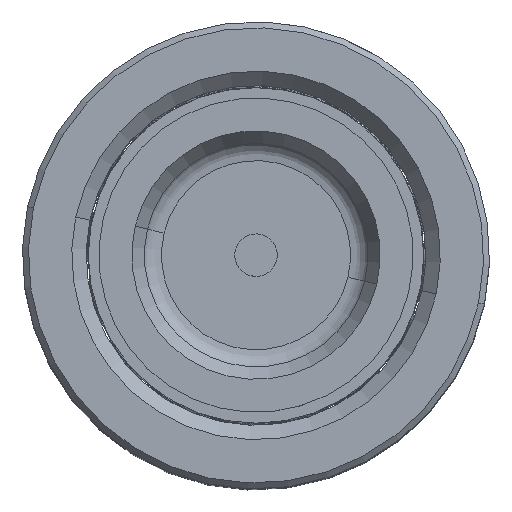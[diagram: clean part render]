
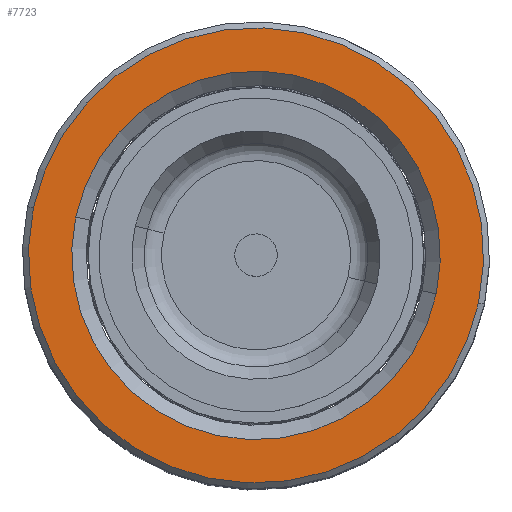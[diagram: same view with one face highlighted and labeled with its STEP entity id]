
A CAD part, top view. The second image highlights one B-rep face of the part: STEP entity #7723.
In plain terms, the highlighted planar face has unit normal (0, 0, 1).
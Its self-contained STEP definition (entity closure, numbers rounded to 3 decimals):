
#1413 = ORIENTED_EDGE ( 'NONE', *, *, #26461, .T. ) ;
#1891 = VERTEX_POINT ( 'NONE', #17268 ) ;
#2039 = DIRECTION ( 'NONE',  ( 0., 0., -1. ) ) ;
#2882 = AXIS2_PLACEMENT_3D ( 'NONE', #42897, #25626, #29283 ) ;
#7723 = ADVANCED_FACE ( 'NONE', ( #44221, #42628 ), #39711, .T. ) ;
#8143 = CIRCLE ( 'NONE', #11284, 26.8 ) ;
#9911 = AXIS2_PLACEMENT_3D ( 'NONE', #29357, #15204, #15061 ) ;
#11284 = AXIS2_PLACEMENT_3D ( 'NONE', #41243, #20438, #41390 ) ;
#12104 = EDGE_CURVE ( 'NONE', #24055, #41029, #8143, .T. ) ;
#12764 = ORIENTED_EDGE ( 'NONE', *, *, #12104, .T. ) ;
#15061 = DIRECTION ( 'NONE',  ( 1., 0., 0. ) ) ;
#15204 = DIRECTION ( 'NONE',  ( 0., 0., -1. ) ) ;
#16178 = EDGE_CURVE ( 'NONE', #24632, #1891, #44427, .T. ) ;
#17268 = CARTESIAN_POINT ( 'NONE',  ( -21.7, 0., 80. ) ) ;
#20438 = DIRECTION ( 'NONE',  ( 0., 0., 1. ) ) ;
#22490 = CIRCLE ( 'NONE', #27938, 21.7 ) ;
#24055 = VERTEX_POINT ( 'NONE', #31879 ) ;
#24632 = VERTEX_POINT ( 'NONE', #38450 ) ;
#25626 = DIRECTION ( 'NONE',  ( 0., 0., 1. ) ) ;
#26461 = EDGE_CURVE ( 'NONE', #1891, #24632, #22490, .T. ) ;
#27761 = ORIENTED_EDGE ( 'NONE', *, *, #35032, .T. ) ;
#27938 = AXIS2_PLACEMENT_3D ( 'NONE', #40413, #2039, #29989 ) ;
#28585 = CARTESIAN_POINT ( 'NONE',  ( 0., 0., 80. ) ) ;
#29283 = DIRECTION ( 'NONE',  ( 1., 0., 0. ) ) ;
#29357 = CARTESIAN_POINT ( 'NONE',  ( 0., 0., 80. ) ) ;
#29989 = DIRECTION ( 'NONE',  ( 1., 0., 0. ) ) ;
#31879 = CARTESIAN_POINT ( 'NONE',  ( -26.8, 0., 80. ) ) ;
#32055 = CIRCLE ( 'NONE', #32515, 26.8 ) ;
#32515 = AXIS2_PLACEMENT_3D ( 'NONE', #28585, #35960, #39171 ) ;
#33600 = EDGE_LOOP ( 'NONE', ( #12764, #27761 ) ) ;
#34229 = EDGE_LOOP ( 'NONE', ( #43932, #1413 ) ) ;
#35032 = EDGE_CURVE ( 'NONE', #41029, #24055, #32055, .T. ) ;
#35960 = DIRECTION ( 'NONE',  ( 0., 0., 1. ) ) ;
#35985 = CARTESIAN_POINT ( 'NONE',  ( 26.8, 0., 80. ) ) ;
#38450 = CARTESIAN_POINT ( 'NONE',  ( 21.7, 0., 80. ) ) ;
#39171 = DIRECTION ( 'NONE',  ( 1., 0., 0. ) ) ;
#39711 = PLANE ( 'NONE',  #2882 ) ;
#40413 = CARTESIAN_POINT ( 'NONE',  ( 0., 0., 80. ) ) ;
#41029 = VERTEX_POINT ( 'NONE', #35985 ) ;
#41243 = CARTESIAN_POINT ( 'NONE',  ( 0., 0., 80. ) ) ;
#41390 = DIRECTION ( 'NONE',  ( 1., 0., 0. ) ) ;
#42628 = FACE_BOUND ( 'NONE', #34229, .T. ) ;
#42897 = CARTESIAN_POINT ( 'NONE',  ( 0., 0., 80. ) ) ;
#43932 = ORIENTED_EDGE ( 'NONE', *, *, #16178, .T. ) ;
#44221 = FACE_OUTER_BOUND ( 'NONE', #33600, .T. ) ;
#44427 = CIRCLE ( 'NONE', #9911, 21.7 ) ;
